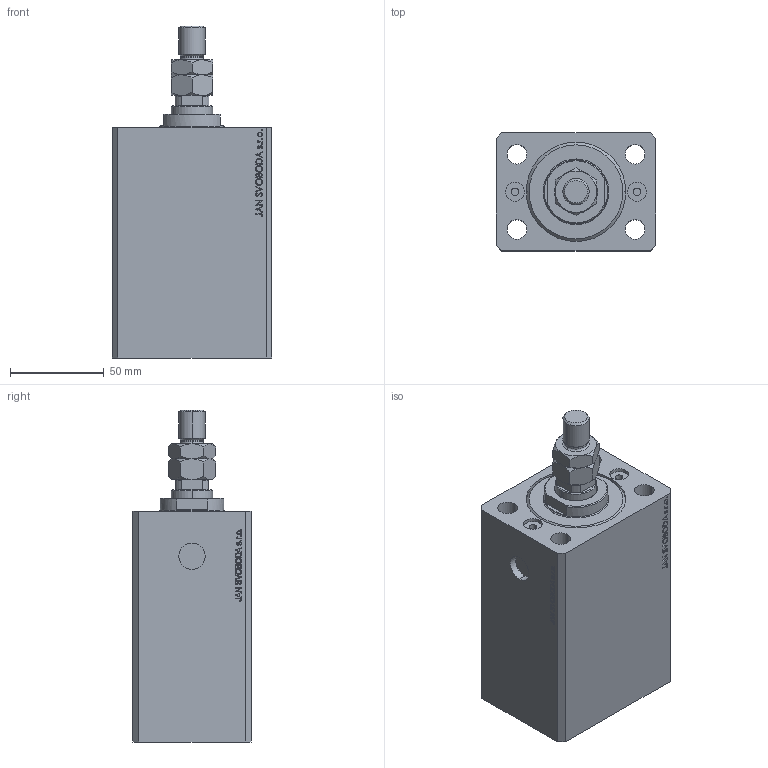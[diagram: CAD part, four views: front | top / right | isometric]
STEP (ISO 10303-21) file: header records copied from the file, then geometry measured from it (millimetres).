
FILE_DESCRIPTION (( 'STEP AP203' ), '1' );
FILE_NAME ('31bb.STEP', '2022-04-09T15:39:14', ( '' ), ( '' ), 'SwSTEP 2.0', 'SolidWorks 2019', '' );
FILE_SCHEMA (( 'CONFIG_CONTROL_DESIGN' ));
Length unit declared in the file: millimetre
Products named in the file (5): 31bb; MTA 44535508e07abc45f07a2eb04bedbdb0; V250CE_VC_C 44535508e07abc45f07a2eb04bedbdb0; V250CE_C_VCP 44535508e07abc45f07a2eb04bedbdb0; V250CE_C_Body 44535508e07abc45f07a2eb04bedbdb0
Assembly tree (4 placements, depth 2):
  31bb
    V250CE_C_Body 44535508e07abc45f07a2eb04bedbdb0
    V250CE_C_VCP 44535508e07abc45f07a2eb04bedbdb0
    V250CE_VC_C 44535508e07abc45f07a2eb04bedbdb0
    MTA 44535508e07abc45f07a2eb04bedbdb0
Bounding box: 85 x 63 x 176.9 mm (x, y, z)
Volume: 584084.7 mm3; surface area: 107300.7 mm2
Topology: 4 solids, 4 shells, 911 faces, 2333 edges, 1535 vertices
Faces by surface type: plane 443, bspline 374, cylinder 46, cone 40, torus 8
Entity records: 45948 total; most frequent: CARTESIAN_POINT 25882, ORIENTED_EDGE 4662, DIRECTION 2747, EDGE_CURVE 2331, VERTEX_POINT 1535, VECTOR 1379, LINE 1379, EDGE_LOOP 1030
